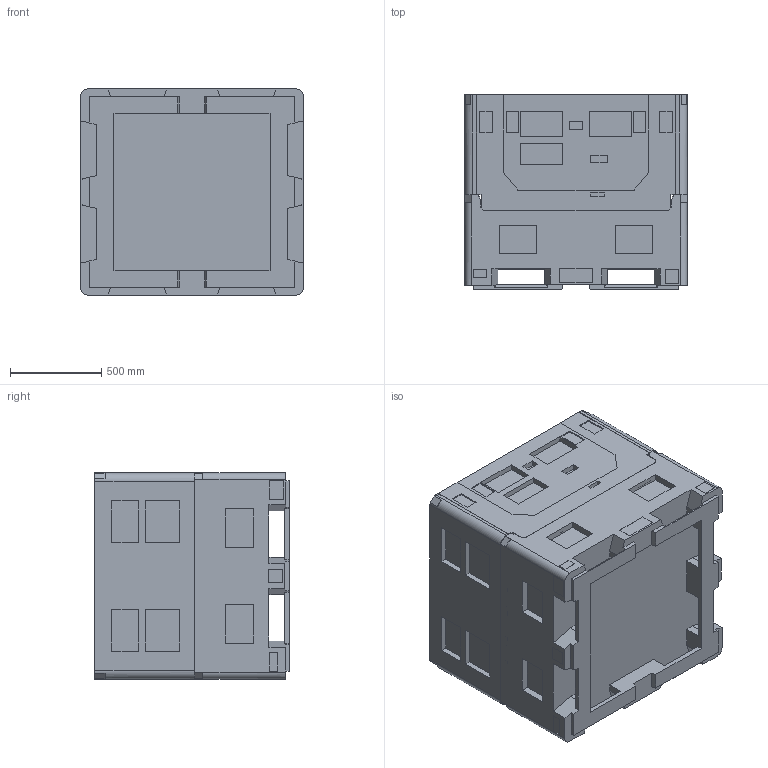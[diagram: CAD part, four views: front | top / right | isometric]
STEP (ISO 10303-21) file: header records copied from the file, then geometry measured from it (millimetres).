
FILE_DESCRIPTION((''),'2;1');
FILE_NAME('159300WSM_ASM','2025-06-20T15:14:57',('SYSTEM'),(''),'CREO PARAMETRIC BY PTC INC, 2023294','CREO PARAMETRIC BY PTC INC, 2023294','');
FILE_SCHEMA(('CONFIG_CONTROL_DESIGN'));
Length unit declared in the file: inch
Products named in the file (6): 139433SM; 139470SM; 139443SM; 159416SM; 160307SM; 159300WSM_ASM
Assembly tree (6 placements, depth 2):
  159300WSM_ASM
    139433SM
    139470SM
    139443SM
    159416SM
    160307SM  x2
Bounding box: 1219.2 x 1066.29 x 1130.3 mm (x, y, z)
Volume: 228947521.5 mm3; surface area: 13880916.4 mm2
Topology: 6 solids, 6 shells, 596 faces, 1663 edges, 1110 vertices
Faces by surface type: plane 544, cylinder 52
Entity records: 17405 total; most frequent: CARTESIAN_POINT 3092, ORIENTED_EDGE 3036, DIRECTION 2745, EDGE_CURVE 1518, VECTOR 1415, LINE 1415, VERTEX_POINT 1012, AXIS2_PLACEMENT_3D 665
